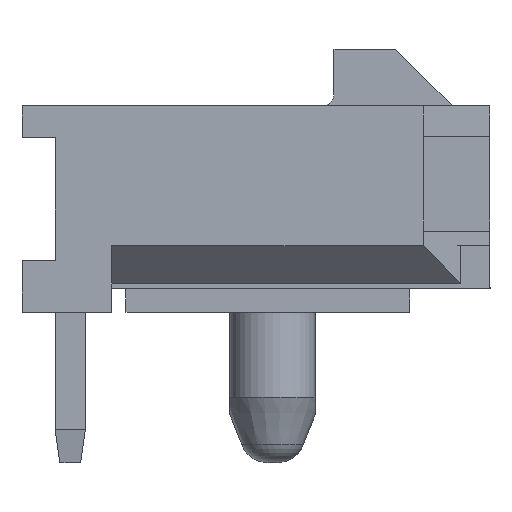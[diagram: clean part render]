
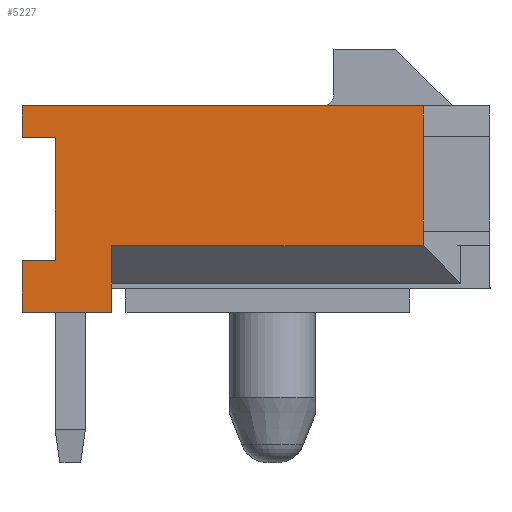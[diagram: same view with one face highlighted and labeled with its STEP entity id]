
A CAD part, left-side view. The second image highlights one B-rep face of the part: STEP entity #5227.
In plain terms, the highlighted planar face has unit normal (-1, 0, 0).
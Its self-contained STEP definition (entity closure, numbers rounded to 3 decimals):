
#707=ORIENTED_EDGE('',*,*,#2112,.T.);
#708=ORIENTED_EDGE('',*,*,#2113,.T.);
#709=ORIENTED_EDGE('',*,*,#2105,.T.);
#710=ORIENTED_EDGE('',*,*,#2114,.T.);
#711=ORIENTED_EDGE('',*,*,#2115,.F.);
#712=ORIENTED_EDGE('',*,*,#2116,.T.);
#713=ORIENTED_EDGE('',*,*,#2117,.F.);
#714=ORIENTED_EDGE('',*,*,#2118,.F.);
#715=ORIENTED_EDGE('',*,*,#2119,.F.);
#716=ORIENTED_EDGE('',*,*,#1762,.T.);
#717=ORIENTED_EDGE('',*,*,#2111,.T.);
#718=ORIENTED_EDGE('',*,*,#2120,.T.);
#1762=EDGE_CURVE('',#2502,#2501,#2991,.T.);
#2105=EDGE_CURVE('',#2766,#2767,#3334,.T.);
#2111=EDGE_CURVE('',#2501,#2771,#3340,.T.);
#2112=EDGE_CURVE('',#2772,#2773,#3341,.T.);
#2113=EDGE_CURVE('',#2773,#2766,#3342,.T.);
#2114=EDGE_CURVE('',#2767,#2774,#3343,.T.);
#2115=EDGE_CURVE('',#2775,#2774,#3344,.T.);
#2116=EDGE_CURVE('',#2775,#2776,#3345,.T.);
#2117=EDGE_CURVE('',#2777,#2776,#3346,.T.);
#2118=EDGE_CURVE('',#2778,#2777,#3347,.T.);
#2119=EDGE_CURVE('',#2502,#2778,#3348,.T.);
#2120=EDGE_CURVE('',#2771,#2772,#3349,.T.);
#2501=VERTEX_POINT('',#7540);
#2502=VERTEX_POINT('',#7542);
#2766=VERTEX_POINT('',#8209);
#2767=VERTEX_POINT('',#8210);
#2771=VERTEX_POINT('',#8220);
#2772=VERTEX_POINT('',#8224);
#2773=VERTEX_POINT('',#8225);
#2774=VERTEX_POINT('',#8228);
#2775=VERTEX_POINT('',#8230);
#2776=VERTEX_POINT('',#8232);
#2777=VERTEX_POINT('',#8234);
#2778=VERTEX_POINT('',#8236);
#2991=LINE('',#7541,#3723);
#3334=LINE('',#8208,#4066);
#3340=LINE('',#8221,#4072);
#3341=LINE('',#8223,#4073);
#3342=LINE('',#8226,#4074);
#3343=LINE('',#8227,#4075);
#3344=LINE('',#8229,#4076);
#3345=LINE('',#8231,#4077);
#3346=LINE('',#8233,#4078);
#3347=LINE('',#8235,#4079);
#3348=LINE('',#8237,#4080);
#3349=LINE('',#8238,#4081);
#3723=VECTOR('',#6093,1000.);
#4066=VECTOR('',#6556,1000.);
#4072=VECTOR('',#6564,1000.);
#4073=VECTOR('',#6567,1000.);
#4074=VECTOR('',#6568,1000.);
#4075=VECTOR('',#6569,1000.);
#4076=VECTOR('',#6570,1000.);
#4077=VECTOR('',#6571,1000.);
#4078=VECTOR('',#6572,1000.);
#4079=VECTOR('',#6573,1000.);
#4080=VECTOR('',#6574,1000.);
#4081=VECTOR('',#6575,1000.);
#4414=EDGE_LOOP('',(#707,#708,#709,#710,#711,#712,#713,#714,#715,#716,#717,
#718));
#4698=FACE_BOUND('',#4414,.T.);
#4965=PLANE('',#5670);
#5227=ADVANCED_FACE('',(#4698),#4965,.T.);
#5670=AXIS2_PLACEMENT_3D('',#8222,#6565,#6566);
#6093=DIRECTION('',(0.,1.,0.));
#6556=DIRECTION('',(0.,0.,-1.));
#6564=DIRECTION('',(0.,0.,-1.));
#6565=DIRECTION('',(-1.,0.,0.));
#6566=DIRECTION('',(0.,0.,1.));
#6567=DIRECTION('',(0.,0.,-1.));
#6568=DIRECTION('',(0.,1.,0.));
#6569=DIRECTION('',(0.,-1.,0.));
#6570=DIRECTION('',(0.,0.,-1.));
#6571=DIRECTION('',(0.,-1.,0.));
#6572=DIRECTION('',(0.,0.,-1.));
#6573=DIRECTION('',(0.,0.,-1.));
#6574=DIRECTION('',(0.,0.,-1.));
#6575=DIRECTION('',(0.,-1.,0.));
#7540=CARTESIAN_POINT('',(-10.825,4.95,2.185));
#7541=CARTESIAN_POINT('',(-10.825,-4.95,2.185));
#7542=CARTESIAN_POINT('',(-10.825,-3.536,2.185));
#8208=CARTESIAN_POINT('',(-10.825,4.95,2.185));
#8209=CARTESIAN_POINT('',(-10.825,4.95,-1.085));
#8210=CARTESIAN_POINT('',(-10.825,4.95,-2.185));
#8220=CARTESIAN_POINT('',(-10.825,4.95,1.515));
#8221=CARTESIAN_POINT('',(-10.825,4.95,2.185));
#8222=CARTESIAN_POINT('',(-10.825,0.,0.));
#8223=CARTESIAN_POINT('',(-10.825,4.25,0.));
#8224=CARTESIAN_POINT('',(-10.825,4.25,1.515));
#8225=CARTESIAN_POINT('',(-10.825,4.25,-1.085));
#8226=CARTESIAN_POINT('',(-10.825,0.,-1.085));
#8227=CARTESIAN_POINT('',(-10.825,4.95,-2.185));
#8228=CARTESIAN_POINT('',(-10.825,3.05,-2.185));
#8229=CARTESIAN_POINT('',(-10.825,3.05,-2.185));
#8230=CARTESIAN_POINT('',(-10.825,3.05,-0.771));
#8231=CARTESIAN_POINT('',(-10.825,3.05,-0.771));
#8232=CARTESIAN_POINT('',(-10.825,-3.536,-0.771));
#8233=CARTESIAN_POINT('',(-10.825,-3.536,0.));
#8234=CARTESIAN_POINT('',(-10.825,-3.536,-0.465));
#8235=CARTESIAN_POINT('',(-10.825,-3.536,1.535));
#8236=CARTESIAN_POINT('',(-10.825,-3.536,1.535));
#8237=CARTESIAN_POINT('',(-10.825,-3.536,0.));
#8238=CARTESIAN_POINT('',(-10.825,0.,1.515));
